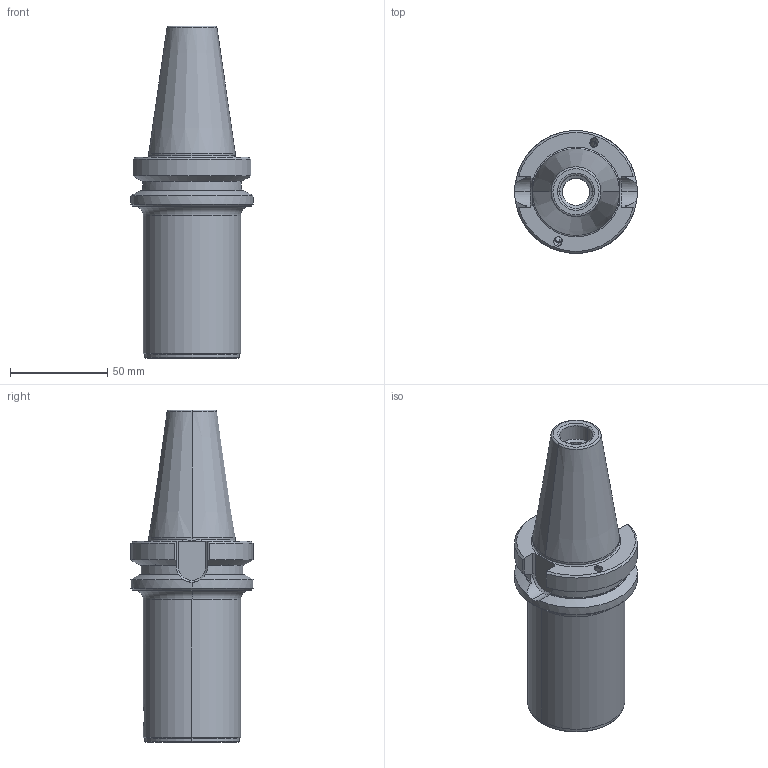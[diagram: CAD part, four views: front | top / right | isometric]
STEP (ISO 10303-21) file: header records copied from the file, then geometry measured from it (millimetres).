
FILE_DESCRIPTION(('no description'),'unknown implementation level');
FILE_NAME('D036559A-2926-43D4-83DC-618AE9F8647B_export.stp',' ',('CIMSOURCE GmbH'),('CADClick - KiM GmbH - www.kimweb.de'),'unknown preprocess','ACIS','unknown authorization');
FILE_SCHEMA(('automotive_design'));
Length unit declared in the file: millimetre
Products named in the file (2): 326.153 Kaiser SK40 BTBD X CKS5 X 130B|326.153 Kaiser SK40 BTBD X CKS5 X 130B_Standard;NONE; 326.153 Kaiser SK40 BTBD X CKS5 X 130B|690.435 Kaiser ETL M10 X 14 CK5_Standard;NONE
Bounding box: 63 x 63 x 170.4 mm (x, y, z)
Volume: 236117.7 mm3; surface area: 41793.9 mm2
Topology: 2 solids, 2 shells, 180 faces, 424 edges, 256 vertices
Faces by surface type: cylinder 60, plane 56, cone 48, torus 14, bspline 2
Entity records: 11140 total; most frequent: CARTESIAN_POINT 2149, DIRECTION 900, STYLED_ITEM 858, PRESENTATION_STYLE_ASSIGNMENT 858, COLOUR_RGB 858, ORIENTED_EDGE 840, EDGE_CURVE 420, CURVE_STYLE 420
